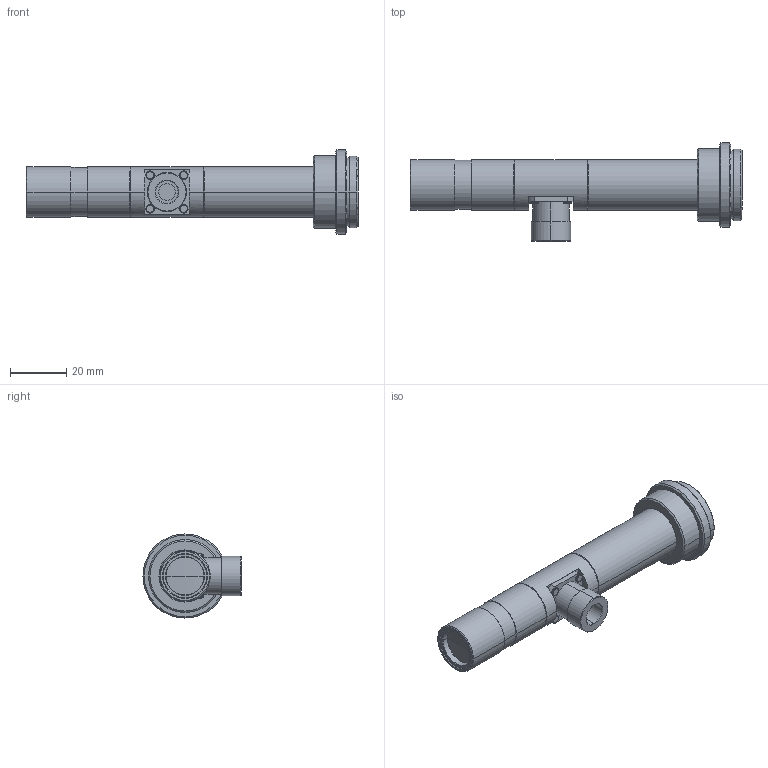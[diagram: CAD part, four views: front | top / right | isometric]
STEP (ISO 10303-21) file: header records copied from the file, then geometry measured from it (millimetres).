
FILE_DESCRIPTION (( 'STEP AP214' ), '1' );
FILE_NAME ('HR-6F-110 3D-Data.STEP', '2017-02-02T01:28:44', ( '' ), ( '' ), 'SwSTEP 2.0', 'SolidWorks 2016', '' );
FILE_SCHEMA (( 'AUTOMOTIVE_DESIGN' ));
Length unit declared in the file: millimetre
Products named in the file (2): HR-6F-110 3D-Data
Bounding box: 118.47 x 35 x 30 mm (x, y, z)
Volume: 33675.4 mm3; surface area: 11330.7 mm2
Topology: 3 solids, 3 shells, 125 faces, 255 edges, 155 vertices
Faces by surface type: cylinder 48, cone 36, plane 31, torus 8, sphere 2
Entity records: 4745 total; most frequent: DIRECTION 663, CARTESIAN_POINT 537, ORIENTED_EDGE 510, AXIS2_PLACEMENT_3D 281, EDGE_CURVE 255, VERTEX_POINT 155, CIRCLE 154, EDGE_LOOP 144
